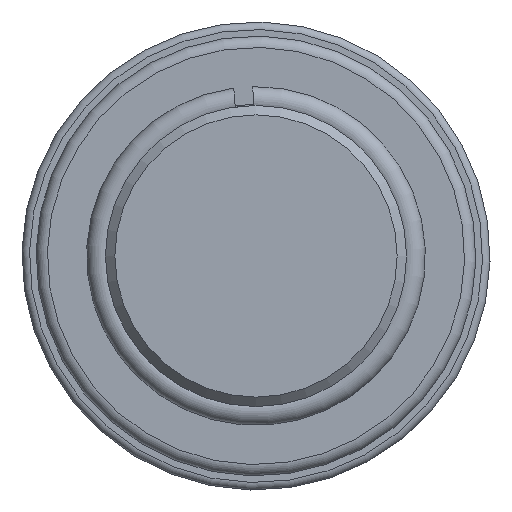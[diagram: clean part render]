
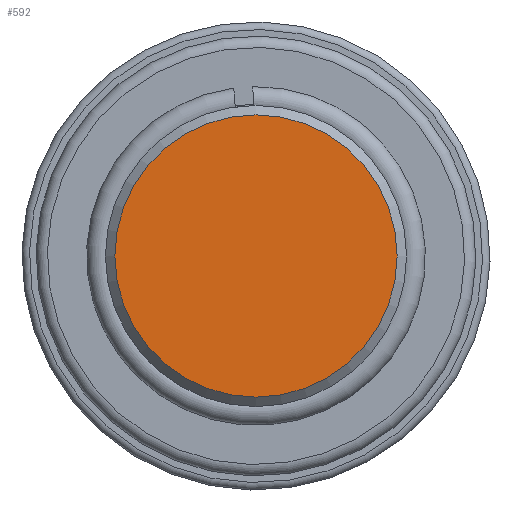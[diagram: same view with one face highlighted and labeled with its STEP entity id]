
A CAD part, left-side view. The second image highlights one B-rep face of the part: STEP entity #592.
In plain terms, the highlighted planar face has unit normal (-1, 0, 0).
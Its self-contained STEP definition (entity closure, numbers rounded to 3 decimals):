
#572=CARTESIAN_POINT('',(0.,7.475,0.0));
#573=VERTEX_POINT('',#572);
#574=CARTESIAN_POINT('',(0.0,0.0,0.0));
#575=DIRECTION('',(1.0,0.0,0.0));
#576=DIRECTION('',(0.0,1.0,0.0));
#577=AXIS2_PLACEMENT_3D('',#574,#575,#576);
#578=CIRCLE('',#577,7.475);
#579=EDGE_CURVE('',#573,#573,#578,.T.);
#584=CARTESIAN_POINT('',(0.,6.988,0.0));
#585=DIRECTION('',(-1.0,0.0,0.0));
#586=DIRECTION('',(0.0,0.0,1.0));
#587=AXIS2_PLACEMENT_3D('',#584,#585,#586);
#588=PLANE('',#587);
#589=ORIENTED_EDGE('',*,*,#579,.F.);
#590=EDGE_LOOP('',(#589));
#591=FACE_OUTER_BOUND('',#590,.T.);
#592=ADVANCED_FACE('',(#591),#588,.T.);
